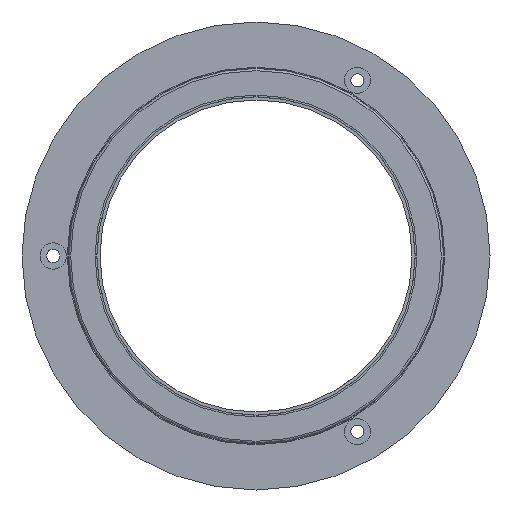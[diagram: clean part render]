
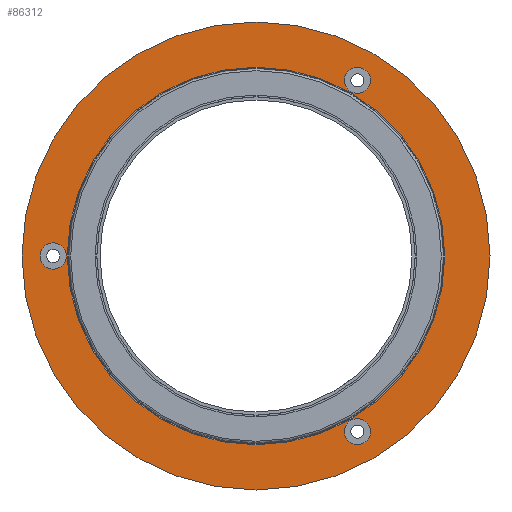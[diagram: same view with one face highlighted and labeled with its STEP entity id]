
A CAD part, left-side view. The second image highlights one B-rep face of the part: STEP entity #86312.
In plain terms, the highlighted planar face has unit normal (-1, 0, 0).
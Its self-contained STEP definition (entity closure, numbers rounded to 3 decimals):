
#1116 = DIRECTION ( 'NONE',  ( 1., 0., 0. ) ) ;
#6080 = CIRCLE ( 'NONE', #20944, 27.5 ) ;
#6760 = FACE_OUTER_BOUND ( 'NONE', #49665, .T. ) ;
#7764 = FACE_BOUND ( 'NONE', #78988, .T. ) ;
#18663 = DIRECTION ( 'NONE',  ( 0., 1., 0. ) ) ;
#19923 = DIRECTION ( 'NONE',  ( 0., 1., 0. ) ) ;
#20182 = EDGE_LOOP ( 'NONE', ( #49202 ) ) ;
#20944 = AXIS2_PLACEMENT_3D ( 'NONE', #74545, #65764, #19923 ) ;
#23976 = VERTEX_POINT ( 'NONE', #40411 ) ;
#24641 = AXIS2_PLACEMENT_3D ( 'NONE', #66393, #66913, #80325 ) ;
#29706 = EDGE_CURVE ( 'NONE', #76602, #76602, #6080, .T. ) ;
#31098 = CIRCLE ( 'NONE', #37697, 2.1 ) ;
#32360 = DIRECTION ( 'NONE',  ( 1., 0., 0. ) ) ;
#32712 = CARTESIAN_POINT ( 'NONE',  ( 2.8, -14.15, -28.146 ) ) ;
#33711 = VERTEX_POINT ( 'NONE', #79629 ) ;
#37697 = AXIS2_PLACEMENT_3D ( 'NONE', #47317, #32360, #48826 ) ;
#38115 = AXIS2_PLACEMENT_3D ( 'NONE', #93911, #1116, #39742 ) ;
#39149 = FACE_BOUND ( 'NONE', #72300, .T. ) ;
#39163 = AXIS2_PLACEMENT_3D ( 'NONE', #68602, #45382, #100032 ) ;
#39742 = DIRECTION ( 'NONE',  ( 0., 1., 0. ) ) ;
#40411 = CARTESIAN_POINT ( 'NONE',  ( 2.8, -14.15, 28.146 ) ) ;
#41426 = EDGE_CURVE ( 'NONE', #100791, #100791, #82683, .T. ) ;
#44868 = FACE_BOUND ( 'NONE', #20182, .T. ) ;
#45382 = DIRECTION ( 'NONE',  ( -1., 0., 0. ) ) ;
#47317 = CARTESIAN_POINT ( 'NONE',  ( 2.8, -16.25, 28.146 ) ) ;
#48826 = DIRECTION ( 'NONE',  ( 0., 1., 0. ) ) ;
#49202 = ORIENTED_EDGE ( 'NONE', *, *, #41426, .T. ) ;
#49665 = EDGE_LOOP ( 'NONE', ( #90560 ) ) ;
#49688 = AXIS2_PLACEMENT_3D ( 'NONE', #74828, #74319, #18663 ) ;
#50324 = ORIENTED_EDGE ( 'NONE', *, *, #88463, .T. ) ;
#51326 = CIRCLE ( 'NONE', #38115, 37.5 ) ;
#51821 = EDGE_LOOP ( 'NONE', ( #69464 ) ) ;
#52627 = PLANE ( 'NONE',  #39163 ) ;
#54899 = CARTESIAN_POINT ( 'NONE',  ( 2.8, 27.5, 0. ) ) ;
#61629 = CARTESIAN_POINT ( 'NONE',  ( 2.8, 34.6, 0. ) ) ;
#62846 = ORIENTED_EDGE ( 'NONE', *, *, #80362, .T. ) ;
#64661 = VERTEX_POINT ( 'NONE', #32712 ) ;
#65764 = DIRECTION ( 'NONE',  ( 1., 0., 0. ) ) ;
#66393 = CARTESIAN_POINT ( 'NONE',  ( 2.8, -16.25, -28.146 ) ) ;
#66765 = EDGE_CURVE ( 'NONE', #33711, #33711, #51326, .T. ) ;
#66913 = DIRECTION ( 'NONE',  ( 1., 0., 0. ) ) ;
#68602 = CARTESIAN_POINT ( 'NONE',  ( 2.8, 27.5, 0. ) ) ;
#69464 = ORIENTED_EDGE ( 'NONE', *, *, #29706, .T. ) ;
#72300 = EDGE_LOOP ( 'NONE', ( #50324 ) ) ;
#74098 = CIRCLE ( 'NONE', #24641, 2.1 ) ;
#74319 = DIRECTION ( 'NONE',  ( 1., 0., 0. ) ) ;
#74545 = CARTESIAN_POINT ( 'NONE',  ( 2.8, 0., 0. ) ) ;
#74828 = CARTESIAN_POINT ( 'NONE',  ( 2.8, 32.5, 0. ) ) ;
#76602 = VERTEX_POINT ( 'NONE', #54899 ) ;
#78988 = EDGE_LOOP ( 'NONE', ( #62846 ) ) ;
#79629 = CARTESIAN_POINT ( 'NONE',  ( 2.8, 37.5, 0. ) ) ;
#80325 = DIRECTION ( 'NONE',  ( 0., 1., 0. ) ) ;
#80362 = EDGE_CURVE ( 'NONE', #64661, #64661, #74098, .T. ) ;
#82683 = CIRCLE ( 'NONE', #49688, 2.1 ) ;
#86312 = ADVANCED_FACE ( 'NONE', ( #44868, #7764, #39149, #91800, #6760 ), #52627, .T. ) ;
#88463 = EDGE_CURVE ( 'NONE', #23976, #23976, #31098, .T. ) ;
#90560 = ORIENTED_EDGE ( 'NONE', *, *, #66765, .F. ) ;
#91800 = FACE_BOUND ( 'NONE', #51821, .T. ) ;
#93911 = CARTESIAN_POINT ( 'NONE',  ( 2.8, 0., 0. ) ) ;
#100032 = DIRECTION ( 'NONE',  ( 0., -1., 0. ) ) ;
#100791 = VERTEX_POINT ( 'NONE', #61629 ) ;
